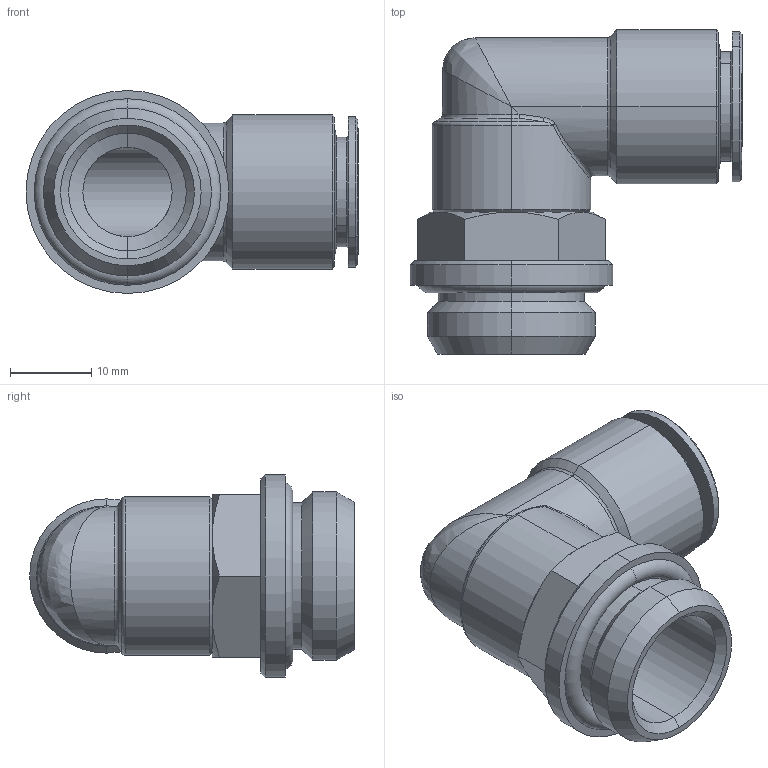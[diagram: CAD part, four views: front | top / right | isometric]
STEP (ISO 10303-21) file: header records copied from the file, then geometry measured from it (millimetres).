
FILE_DESCRIPTION (( 'STEP AP203' ), '1' );
FILE_NAME ('A0060064.STEP', '2009-01-16T15:13:03', ( 'UT1' ), ( 'sopra-pneumatic' ), 'SwSTEP 2.0', 'SolidWorks 2008', '' );
FILE_SCHEMA (( 'CONFIG_CONTROL_DESIGN' ));
Length unit declared in the file: millimetre
Products named in the file (1): A0060064
Bounding box: 40.9 x 40 x 25 mm (x, y, z)
Volume: 9620.1 mm3; surface area: 6854.7 mm2
Topology: 1 solids, 1 shells, 95 faces, 205 edges, 116 vertices
Faces by surface type: cone 35, cylinder 29, plane 15, torus 10, bspline 6
Entity records: 3087 total; most frequent: CARTESIAN_POINT 987, DIRECTION 450, ORIENTED_EDGE 406, EDGE_CURVE 203, AXIS2_PLACEMENT_3D 191, VERTEX_POINT 116, EDGE_LOOP 103, CIRCLE 101
